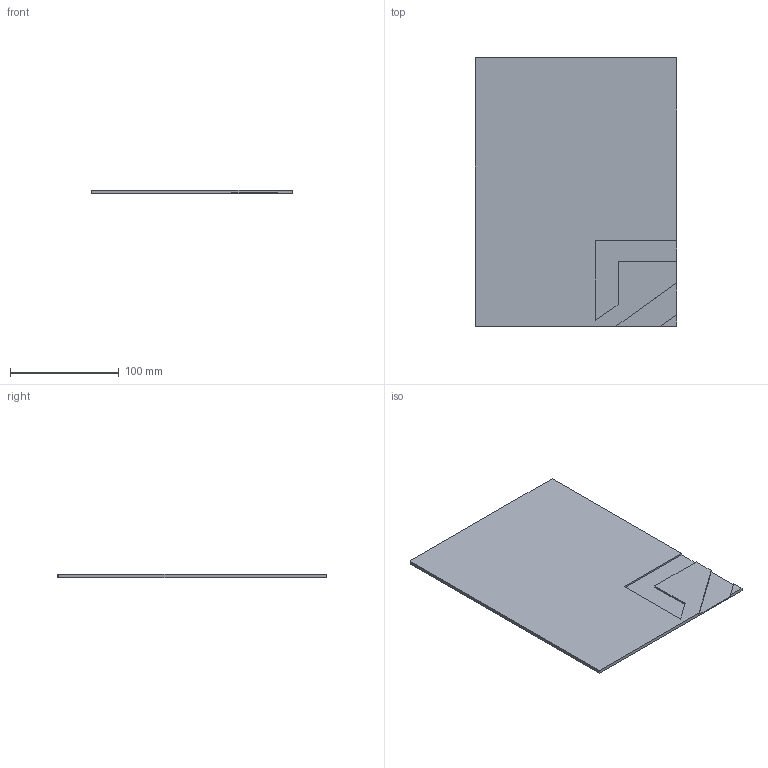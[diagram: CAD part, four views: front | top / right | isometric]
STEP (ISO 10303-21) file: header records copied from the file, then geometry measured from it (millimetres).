
FILE_DESCRIPTION(/* description */ ('FreeCAD Model'),/* implementation_level */ '2;1');
FILE_NAME(/* name */ 'CenterPanel1 v2.step',/* time_stamp */ '2024-08-20T17:59:41-05:00',/* author */ (''),/* organization */ (''),/* preprocessor_version */ 'ST-DEVELOPER v20',/* originating_system */ 'Autodesk Translation Framework v13.14.0.145',/* authorisation */ '');
FILE_SCHEMA (('AUTOMOTIVE_DESIGN { 1 0 10303 214 3 1 1 }'));
Length unit declared in the file: millimetre
Products named in the file (1): NonHydraPanel002 (Solid)001
Bounding box: 185.5 x 247 x 3 mm (x, y, z)
Volume: 132197.9 mm3; surface area: 94632.8 mm2
Topology: 1 solids, 1 shells, 17 faces, 45 edges, 30 vertices
Faces by surface type: plane 16, cylinder 1
Entity records: 561 total; most frequent: CARTESIAN_POINT 93, ORIENTED_EDGE 90, DIRECTION 83, EDGE_CURVE 45, LINE 43, VECTOR 43, VERTEX_POINT 30, AXIS2_PLACEMENT_3D 20
